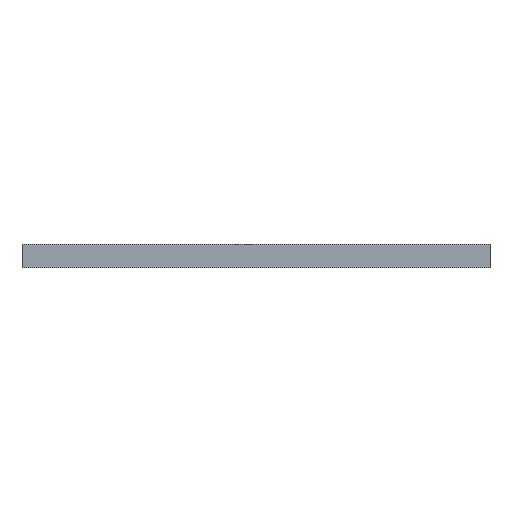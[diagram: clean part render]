
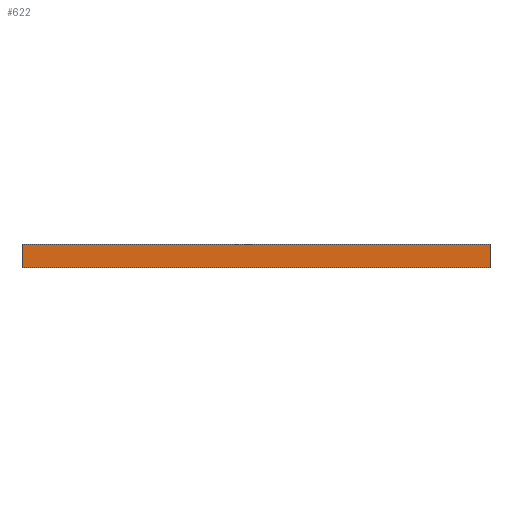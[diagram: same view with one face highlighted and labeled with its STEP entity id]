
A CAD part, front view. The second image highlights one B-rep face of the part: STEP entity #622.
In plain terms, the highlighted planar face has unit normal (0, -1, 0).
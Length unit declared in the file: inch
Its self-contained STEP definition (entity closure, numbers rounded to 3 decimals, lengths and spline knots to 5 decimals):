
#20 = DIRECTION ( 'NONE',  ( 0., -1., 0. ) ) ;
#71 = ORIENTED_EDGE ( 'NONE', *, *, #3971, .T. ) ;
#608 = VECTOR ( 'NONE', #802, 39.37008 ) ;
#622 = ADVANCED_FACE ( 'NONE', ( #4608 ), #3532, .T. ) ;
#802 = DIRECTION ( 'NONE',  ( 1., 0., 0. ) ) ;
#888 = CARTESIAN_POINT ( 'NONE',  ( -0.59055, -0.59055, 0. ) ) ;
#1181 = VECTOR ( 'NONE', #1277, 39.37008 ) ;
#1194 = DIRECTION ( 'NONE',  ( 0., 0., 1. ) ) ;
#1277 = DIRECTION ( 'NONE',  ( 0., 0., 1. ) ) ;
#1412 = LINE ( 'NONE', #1587, #3000 ) ;
#1587 = CARTESIAN_POINT ( 'NONE',  ( -0.59055, -0.59055, 0.01969 ) ) ;
#1734 = AXIS2_PLACEMENT_3D ( 'NONE', #888, #20, #2620 ) ;
#1888 = CARTESIAN_POINT ( 'NONE',  ( -0.59055, -0.59055, 0.01969 ) ) ;
#1918 = ORIENTED_EDGE ( 'NONE', *, *, #2363, .F. ) ;
#1921 = LINE ( 'NONE', #3418, #1181 ) ;
#2129 = CARTESIAN_POINT ( 'NONE',  ( 0.59055, -0.59055, 0. ) ) ;
#2133 = VECTOR ( 'NONE', #1194, 39.37008 ) ;
#2361 = CARTESIAN_POINT ( 'NONE',  ( 0.59055, -0.59055, 0.01969 ) ) ;
#2363 = EDGE_CURVE ( 'NONE', #3772, #2961, #1412, .T. ) ;
#2416 = VERTEX_POINT ( 'NONE', #2821 ) ;
#2620 = DIRECTION ( 'NONE',  ( 1., 0., 0. ) ) ;
#2821 = CARTESIAN_POINT ( 'NONE',  ( -0.59055, -0.59055, -0.03937 ) ) ;
#2961 = VERTEX_POINT ( 'NONE', #2361 ) ;
#3000 = VECTOR ( 'NONE', #5521, 39.37008 ) ;
#3369 = VERTEX_POINT ( 'NONE', #4481 ) ;
#3418 = CARTESIAN_POINT ( 'NONE',  ( -0.59055, -0.59055, 0. ) ) ;
#3440 = EDGE_CURVE ( 'NONE', #2416, #3772, #1921, .T. ) ;
#3532 = PLANE ( 'NONE',  #1734 ) ;
#3569 = EDGE_LOOP ( 'NONE', ( #4573, #71, #3755, #1918 ) ) ;
#3612 = EDGE_CURVE ( 'NONE', #3369, #2961, #4384, .T. ) ;
#3755 = ORIENTED_EDGE ( 'NONE', *, *, #3612, .T. ) ;
#3772 = VERTEX_POINT ( 'NONE', #1888 ) ;
#3971 = EDGE_CURVE ( 'NONE', #2416, #3369, #4245, .T. ) ;
#4245 = LINE ( 'NONE', #5412, #608 ) ;
#4384 = LINE ( 'NONE', #2129, #2133 ) ;
#4481 = CARTESIAN_POINT ( 'NONE',  ( 0.59055, -0.59055, -0.03937 ) ) ;
#4573 = ORIENTED_EDGE ( 'NONE', *, *, #3440, .F. ) ;
#4608 = FACE_OUTER_BOUND ( 'NONE', #3569, .T. ) ;
#5412 = CARTESIAN_POINT ( 'NONE',  ( -0.59055, -0.59055, -0.03937 ) ) ;
#5521 = DIRECTION ( 'NONE',  ( 1., 0., 0. ) ) ;
